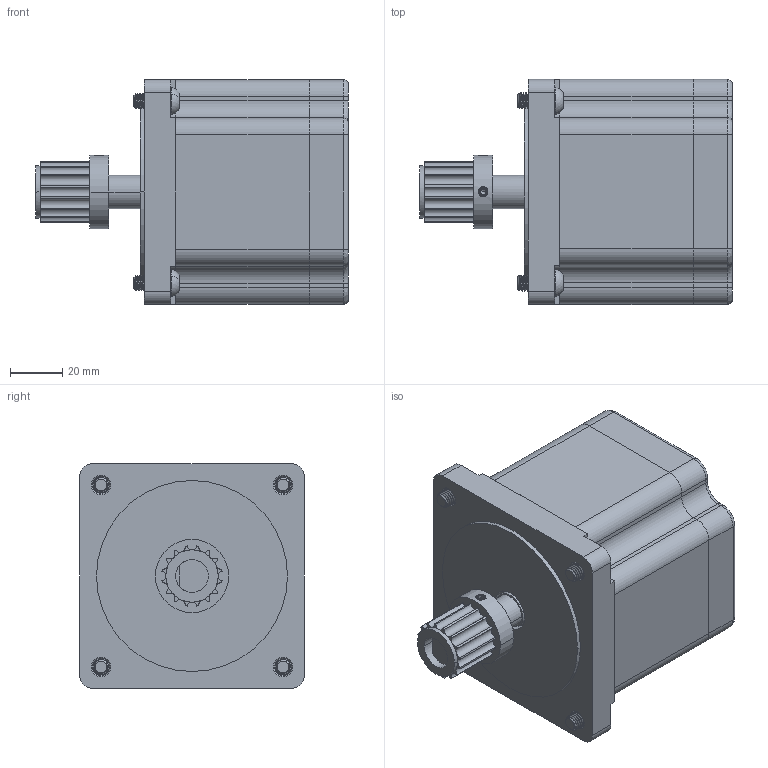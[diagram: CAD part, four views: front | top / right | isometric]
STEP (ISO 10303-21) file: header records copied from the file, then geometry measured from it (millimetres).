
FILE_DESCRIPTION (( 'STEP AP203' ), '1' );
FILE_NAME ('004 - Injector Motor.STEP', '2019-06-12T00:33:02', ( '' ), ( '' ), 'SwSTEP 2.0', 'SolidWorks 2015', '' );
FILE_SCHEMA (( 'CONFIG_CONTROL_DESIGN' ));
Length unit declared in the file: millimetre
Products named in the file (5): SP - M6x14 BHCS - McMaster-Carr 91239A319_91239A319; SP - NEMA34 Motor - Phidgets 3335_0; SP - 16TxHTD5 Pulley - Phidgets TRM4125_0; 004 - Injector Motor; SP - M4x6 CPSS - McMaster-Carr 91390A112_91390A112
Assembly tree (8 placements, depth 2):
  004 - Injector Motor
    SP - NEMA34 Motor - Phidgets 3335_0
    SP - 16TxHTD5 Pulley - Phidgets TRM4125_0
    SP - M6x14 BHCS - McMaster-Carr 91239A319_91239A319  x4
    SP - M4x6 CPSS - McMaster-Carr 91390A112_91390A112  x2
Bounding box: 119.6 x 86 x 86 mm (x, y, z)
Volume: 534782.7 mm3; surface area: 75435.5 mm2
Topology: 10 solids, 10 shells, 632 faces, 1662 edges, 1057 vertices
Faces by surface type: cylinder 375, plane 139, cone 84, bspline 26, sphere 8
Entity records: 14200 total; most frequent: CARTESIAN_POINT 5529, ORIENTED_EDGE 1770, DIRECTION 1678, EDGE_CURVE 885, AXIS2_PLACEMENT_3D 656, VERTEX_POINT 564, LINE 366, VECTOR 366
